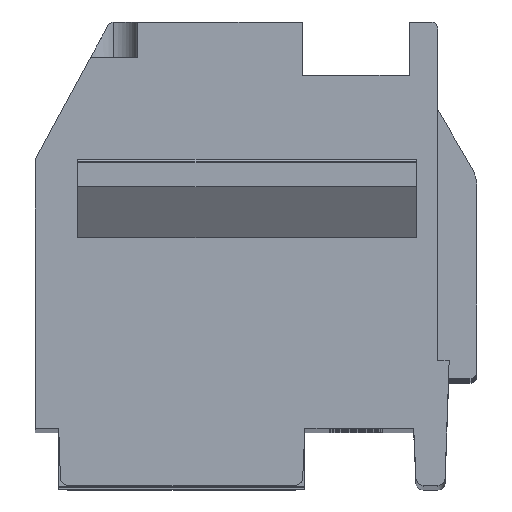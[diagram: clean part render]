
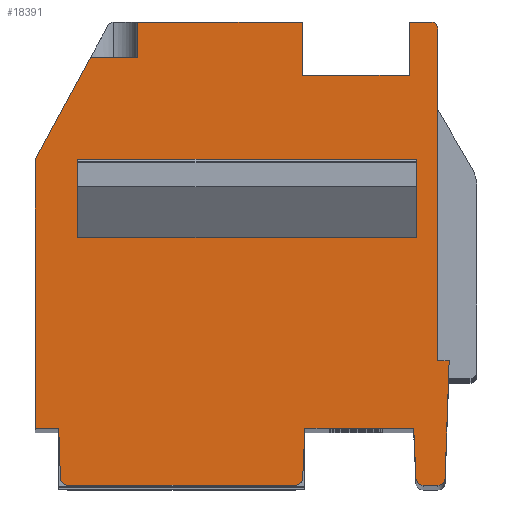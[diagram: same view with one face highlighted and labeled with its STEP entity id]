
A CAD part, top view. The second image highlights one B-rep face of the part: STEP entity #18391.
In plain terms, the highlighted planar face has unit normal (0, 0, 1).
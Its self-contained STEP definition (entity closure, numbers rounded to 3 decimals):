
#34=DIRECTION('',(0.,1.,0.));
#35=VECTOR('',#34,1.55);
#36=CARTESIAN_POINT('',(-5.188,0.15,72.5));
#37=LINE('',#36,#35);
#38=DIRECTION('',(-1.,0.,0.));
#39=VECTOR('',#38,9.5);
#40=CARTESIAN_POINT('',(4.312,0.15,72.5));
#41=LINE('',#40,#39);
#42=DIRECTION('',(0.,1.,0.));
#43=VECTOR('',#42,1.55);
#44=CARTESIAN_POINT('',(4.312,0.15,72.5));
#45=LINE('',#44,#43);
#46=DIRECTION('',(-1.,0.,0.));
#47=VECTOR('',#46,9.5);
#48=CARTESIAN_POINT('',(4.312,1.7,72.5));
#49=LINE('',#48,#47);
#50=DIRECTION('',(0.,-1.,0.));
#51=VECTOR('',#50,7.041);
#52=CARTESIAN_POINT('',(4.912,3.741,72.5));
#53=LINE('',#52,#51);
#54=DIRECTION('',(1.,0.,0.));
#55=VECTOR('',#54,0.32);
#56=CARTESIAN_POINT('',(4.912,-3.3,72.5));
#57=LINE('',#56,#55);
#58=DIRECTION('',(-0.035,-0.999,0.));
#59=VECTOR('',#58,0.502);
#60=CARTESIAN_POINT('',(5.232,-3.3,72.5));
#61=LINE('',#60,#59);
#62=DIRECTION('',(0.035,0.999,0.));
#63=VECTOR('',#62,2.807);
#64=CARTESIAN_POINT('',(5.116,-6.607,72.5));
#65=LINE('',#64,#63);
#66=CARTESIAN_POINT('',(4.916,-6.6,72.5));
#67=DIRECTION('',(0.,0.,-1.));
#68=DIRECTION('',(0.999,-0.035,0.));
#69=AXIS2_PLACEMENT_3D('',#66,#67,#68);
#71=DIRECTION('',(-1.,0.,0.));
#72=VECTOR('',#71,0.416);
#73=CARTESIAN_POINT('',(4.916,-6.8,72.5));
#74=LINE('',#73,#72);
#75=CARTESIAN_POINT('',(4.501,-6.6,72.5));
#76=DIRECTION('',(0.,0.,-1.));
#77=DIRECTION('',(0.,-1.,0.));
#78=AXIS2_PLACEMENT_3D('',#75,#76,#77);
#80=DIRECTION('',(-0.045,0.999,0.));
#81=VECTOR('',#80,1.411);
#82=CARTESIAN_POINT('',(4.301,-6.609,72.5));
#83=LINE('',#82,#81);
#84=DIRECTION('',(-1.,0.,0.));
#85=VECTOR('',#84,3.052);
#86=CARTESIAN_POINT('',(4.237,-5.2,72.5));
#87=LINE('',#86,#85);
#88=DIRECTION('',(0.045,0.999,0.));
#89=VECTOR('',#88,1.411);
#90=CARTESIAN_POINT('',(1.12,-6.609,72.5));
#91=LINE('',#90,#89);
#92=CARTESIAN_POINT('',(0.92,-6.6,72.5));
#93=DIRECTION('',(0.,0.,1.));
#94=DIRECTION('',(0.,-1.,0.));
#95=AXIS2_PLACEMENT_3D('',#92,#93,#94);
#97=DIRECTION('',(1.,0.,0.));
#98=VECTOR('',#97,6.396);
#99=CARTESIAN_POINT('',(-5.475,-6.8,72.5));
#100=LINE('',#99,#98);
#101=CARTESIAN_POINT('',(-5.475,-6.6,72.5));
#102=DIRECTION('',(0.,0.,1.));
#103=DIRECTION('',(-0.999,-0.035,0.));
#104=AXIS2_PLACEMENT_3D('',#101,#102,#103);
#106=DIRECTION('',(0.035,-0.999,0.));
#107=VECTOR('',#106,1.408);
#108=CARTESIAN_POINT('',(-5.724,-5.2,72.5));
#109=LINE('',#108,#107);
#110=DIRECTION('',(1.,0.,0.));
#111=VECTOR('',#110,0.664);
#112=CARTESIAN_POINT('',(-6.388,-5.2,72.5));
#113=LINE('',#112,#111);
#114=DIRECTION('',(0.,1.,0.));
#115=VECTOR('',#114,7.53);
#116=CARTESIAN_POINT('',(-6.388,-5.2,72.5));
#117=LINE('',#116,#115);
#118=DIRECTION('',(-0.477,-0.879,0.));
#119=VECTOR('',#118,3.266);
#120=CARTESIAN_POINT('',(-4.83,5.2,72.5));
#121=LINE('',#120,#119);
#122=DIRECTION('',(1.,0.,0.));
#123=VECTOR('',#122,1.316);
#124=CARTESIAN_POINT('',(-4.83,5.2,72.5));
#125=LINE('',#124,#123);
#126=DIRECTION('',(0.,1.,0.));
#127=VECTOR('',#126,1.);
#128=CARTESIAN_POINT('',(-3.514,5.2,72.5));
#129=LINE('',#128,#127);
#130=DIRECTION('',(-1.,0.,0.));
#131=VECTOR('',#130,4.626);
#132=CARTESIAN_POINT('',(1.112,6.2,72.5));
#133=LINE('',#132,#131);
#134=DIRECTION('',(0.,-1.,0.));
#135=VECTOR('',#134,1.5);
#136=CARTESIAN_POINT('',(1.112,6.2,72.5));
#137=LINE('',#136,#135);
#138=DIRECTION('',(1.,0.,0.));
#139=VECTOR('',#138,3.);
#140=CARTESIAN_POINT('',(1.112,4.7,72.5));
#141=LINE('',#140,#139);
#142=DIRECTION('',(0.,-1.,0.));
#143=VECTOR('',#142,1.5);
#144=CARTESIAN_POINT('',(4.112,6.2,72.5));
#145=LINE('',#144,#143);
#146=DIRECTION('',(-1.,0.,0.));
#147=VECTOR('',#146,0.6);
#148=CARTESIAN_POINT('',(4.712,6.2,72.5));
#149=LINE('',#148,#147);
#150=CARTESIAN_POINT('',(4.712,6.,72.5));
#151=DIRECTION('',(0.,0.,1.));
#152=DIRECTION('',(1.,0.,0.));
#153=AXIS2_PLACEMENT_3D('',#150,#151,#152);
#155=DIRECTION('',(0.,1.,0.));
#156=VECTOR('',#155,2.259);
#157=CARTESIAN_POINT('',(4.912,3.741,72.5));
#158=LINE('',#157,#156);
#14306=CARTESIAN_POINT('',(4.916,-6.8,72.5));
#14307=CARTESIAN_POINT('',(4.501,-6.8,72.5));
#14308=VERTEX_POINT('',#14306);
#14309=VERTEX_POINT('',#14307);
#14310=CARTESIAN_POINT('',(5.116,-6.607,72.5));
#14311=VERTEX_POINT('',#14310);
#14312=CARTESIAN_POINT('',(-6.388,-5.2,72.5));
#14313=CARTESIAN_POINT('',(-6.388,2.33,72.5));
#14314=VERTEX_POINT('',#14312);
#14315=VERTEX_POINT('',#14313);
#14316=CARTESIAN_POINT('',(4.301,-6.609,72.5));
#14317=CARTESIAN_POINT('',(4.237,-5.2,72.5));
#14318=VERTEX_POINT('',#14316);
#14319=VERTEX_POINT('',#14317);
#14353=CARTESIAN_POINT('',(-4.83,5.2,72.5));
#14354=CARTESIAN_POINT('',(-3.514,5.2,72.5));
#14355=VERTEX_POINT('',#14353);
#14356=VERTEX_POINT('',#14354);
#14357=CARTESIAN_POINT('',(-3.514,6.2,72.5));
#14358=VERTEX_POINT('',#14357);
#14404=CARTESIAN_POINT('',(-5.188,0.15,72.5));
#14405=CARTESIAN_POINT('',(-5.188,1.7,72.5));
#14406=VERTEX_POINT('',#14404);
#14407=VERTEX_POINT('',#14405);
#14408=CARTESIAN_POINT('',(4.312,0.15,72.5));
#14409=CARTESIAN_POINT('',(4.312,1.7,72.5));
#14410=VERTEX_POINT('',#14408);
#14411=VERTEX_POINT('',#14409);
#14464=CARTESIAN_POINT('',(4.912,6.,72.5));
#14465=CARTESIAN_POINT('',(4.712,6.2,72.5));
#14466=VERTEX_POINT('',#14464);
#14467=VERTEX_POINT('',#14465);
#14615=CARTESIAN_POINT('',(4.112,6.2,72.5));
#14616=CARTESIAN_POINT('',(4.112,4.7,72.5));
#14617=VERTEX_POINT('',#14615);
#14618=VERTEX_POINT('',#14616);
#14619=CARTESIAN_POINT('',(1.112,6.2,72.5));
#14620=CARTESIAN_POINT('',(1.112,4.7,72.5));
#14621=VERTEX_POINT('',#14619);
#14622=VERTEX_POINT('',#14620);
#14693=CARTESIAN_POINT('',(-5.675,-6.607,72.5));
#14694=CARTESIAN_POINT('',(-5.475,-6.8,72.5));
#14695=VERTEX_POINT('',#14693);
#14696=VERTEX_POINT('',#14694);
#14697=CARTESIAN_POINT('',(0.92,-6.8,72.5));
#14698=VERTEX_POINT('',#14697);
#14699=CARTESIAN_POINT('',(1.12,-6.609,72.5));
#14700=VERTEX_POINT('',#14699);
#14709=CARTESIAN_POINT('',(1.184,-5.2,72.5));
#14711=VERTEX_POINT('',#14709);
#14715=CARTESIAN_POINT('',(-5.724,-5.2,72.5));
#14716=VERTEX_POINT('',#14715);
#18314=CARTESIAN_POINT('',(4.912,3.741,72.5));
#18315=CARTESIAN_POINT('',(4.912,-3.3,72.5));
#18316=VERTEX_POINT('',#18314);
#18317=VERTEX_POINT('',#18315);
#18318=CARTESIAN_POINT('',(5.232,-3.3,72.5));
#18319=VERTEX_POINT('',#18318);
#18320=CARTESIAN_POINT('',(5.214,-3.802,72.5));
#18321=VERTEX_POINT('',#18320);
#18322=CARTESIAN_POINT('',(0.,0.,72.5));
#18323=DIRECTION('',(0.,0.,1.));
#18324=DIRECTION('',(1.,0.,0.));
#18325=AXIS2_PLACEMENT_3D('',#18322,#18323,#18324);
#18326=PLANE('',#18325);
#18328=ORIENTED_EDGE('',*,*,#18327,.T.);
#18330=ORIENTED_EDGE('',*,*,#18329,.T.);
#18332=ORIENTED_EDGE('',*,*,#18331,.T.);
#18334=ORIENTED_EDGE('',*,*,#18333,.F.);
#18336=ORIENTED_EDGE('',*,*,#18335,.T.);
#18338=ORIENTED_EDGE('',*,*,#18337,.T.);
#18340=ORIENTED_EDGE('',*,*,#18339,.T.);
#18342=ORIENTED_EDGE('',*,*,#18341,.T.);
#18344=ORIENTED_EDGE('',*,*,#18343,.T.);
#18346=ORIENTED_EDGE('',*,*,#18345,.F.);
#18348=ORIENTED_EDGE('',*,*,#18347,.F.);
#18350=ORIENTED_EDGE('',*,*,#18349,.F.);
#18352=ORIENTED_EDGE('',*,*,#18351,.F.);
#18354=ORIENTED_EDGE('',*,*,#18353,.F.);
#18356=ORIENTED_EDGE('',*,*,#18355,.F.);
#18358=ORIENTED_EDGE('',*,*,#18357,.T.);
#18360=ORIENTED_EDGE('',*,*,#18359,.F.);
#18362=ORIENTED_EDGE('',*,*,#18361,.T.);
#18364=ORIENTED_EDGE('',*,*,#18363,.T.);
#18366=ORIENTED_EDGE('',*,*,#18365,.F.);
#18368=ORIENTED_EDGE('',*,*,#18367,.T.);
#18370=ORIENTED_EDGE('',*,*,#18369,.T.);
#18372=ORIENTED_EDGE('',*,*,#18371,.F.);
#18374=ORIENTED_EDGE('',*,*,#18373,.F.);
#18376=ORIENTED_EDGE('',*,*,#18375,.F.);
#18378=ORIENTED_EDGE('',*,*,#18377,.F.);
#18379=EDGE_LOOP('',(#18328,#18330,#18332,#18334,#18336,#18338,#18340,#18342,
#18344,#18346,#18348,#18350,#18352,#18354,#18356,#18358,#18360,#18362,#18364,
#18366,#18368,#18370,#18372,#18374,#18376,#18378));
#18380=FACE_OUTER_BOUND('',#18379,.F.);
#18382=ORIENTED_EDGE('',*,*,#18381,.F.);
#18384=ORIENTED_EDGE('',*,*,#18383,.F.);
#18386=ORIENTED_EDGE('',*,*,#18385,.T.);
#18388=ORIENTED_EDGE('',*,*,#18387,.T.);
#18389=EDGE_LOOP('',(#18382,#18384,#18386,#18388));
#18390=FACE_BOUND('',#18389,.F.);
#70=CIRCLE('',#69,0.2);
#79=CIRCLE('',#78,0.2);
#96=CIRCLE('',#95,0.2);
#105=CIRCLE('',#104,0.2);
#154=CIRCLE('',#153,0.2);
#18327=EDGE_CURVE('',#18316,#18317,#53,.T.);
#18329=EDGE_CURVE('',#18317,#18319,#57,.T.);
#18331=EDGE_CURVE('',#18319,#18321,#61,.T.);
#18333=EDGE_CURVE('',#14311,#18321,#65,.T.);
#18335=EDGE_CURVE('',#14311,#14308,#70,.T.);
#18337=EDGE_CURVE('',#14308,#14309,#74,.T.);
#18339=EDGE_CURVE('',#14309,#14318,#79,.T.);
#18341=EDGE_CURVE('',#14318,#14319,#83,.T.);
#18343=EDGE_CURVE('',#14319,#14711,#87,.T.);
#18345=EDGE_CURVE('',#14700,#14711,#91,.T.);
#18347=EDGE_CURVE('',#14698,#14700,#96,.T.);
#18349=EDGE_CURVE('',#14696,#14698,#100,.T.);
#18351=EDGE_CURVE('',#14695,#14696,#105,.T.);
#18353=EDGE_CURVE('',#14716,#14695,#109,.T.);
#18355=EDGE_CURVE('',#14314,#14716,#113,.T.);
#18357=EDGE_CURVE('',#14314,#14315,#117,.T.);
#18359=EDGE_CURVE('',#14355,#14315,#121,.T.);
#18361=EDGE_CURVE('',#14355,#14356,#125,.T.);
#18363=EDGE_CURVE('',#14356,#14358,#129,.T.);
#18365=EDGE_CURVE('',#14621,#14358,#133,.T.);
#18367=EDGE_CURVE('',#14621,#14622,#137,.T.);
#18369=EDGE_CURVE('',#14622,#14618,#141,.T.);
#18371=EDGE_CURVE('',#14617,#14618,#145,.T.);
#18373=EDGE_CURVE('',#14467,#14617,#149,.T.);
#18375=EDGE_CURVE('',#14466,#14467,#154,.T.);
#18377=EDGE_CURVE('',#18316,#14466,#158,.T.);
#18381=EDGE_CURVE('',#14406,#14407,#37,.T.);
#18383=EDGE_CURVE('',#14410,#14406,#41,.T.);
#18385=EDGE_CURVE('',#14410,#14411,#45,.T.);
#18387=EDGE_CURVE('',#14411,#14407,#49,.T.);
#18391=ADVANCED_FACE('',(#18380,#18390),#18326,.T.);
